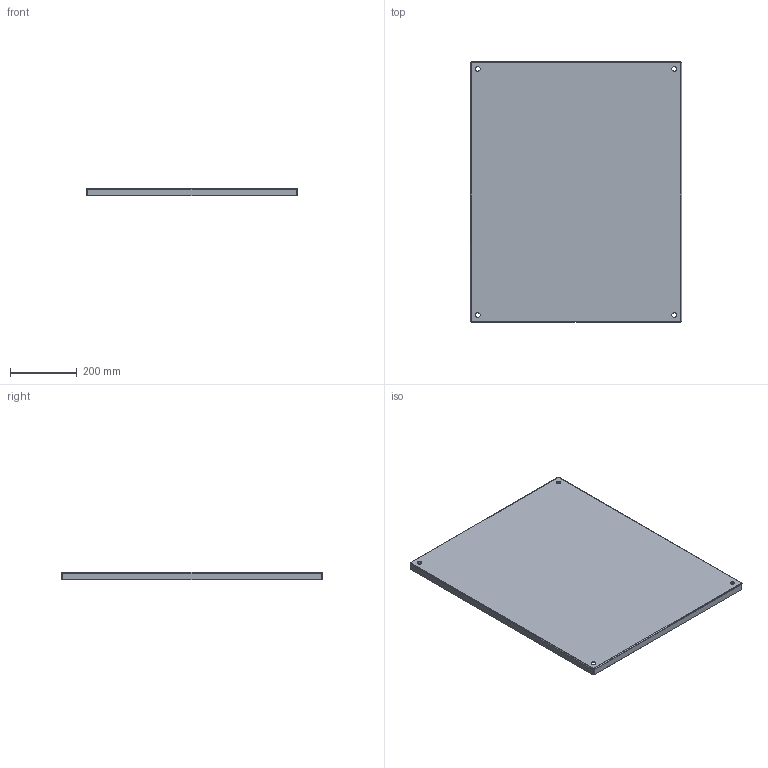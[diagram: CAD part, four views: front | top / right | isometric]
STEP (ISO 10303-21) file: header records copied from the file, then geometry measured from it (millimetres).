
FILE_DESCRIPTION((''),'2;1');
FILE_NAME('WA72SP30F4-S.stp','2013-07-04T20:21:41',('svelu'),(''),'Autodesk Inventor 2012','Autodesk Inventor 2012','');
FILE_SCHEMA(('AUTOMOTIVE_DESIGN { 1 0 10303 214 1 1 1 1 }'));
Length unit declared in the file: inch
Products named in the file (1): WA60SP24F3-WA90SP36F4
Bounding box: 635 x 784.35 x 22.23 mm (x, y, z)
Volume: 1311258.5 mm3; surface area: 1108863.9 mm2
Topology: 1 solids, 1 shells, 42 faces, 88 edges, 48 vertices
Faces by surface type: plane 22, cylinder 12, bspline 8
Full cylindrical faces by diameter (mm): 14.3 x4
Entity records: 1280 total; most frequent: CARTESIAN_POINT 423, ORIENTED_EDGE 168, DIRECTION 146, EDGE_CURVE 84, VECTOR 60, LINE 60, EDGE_LOOP 54, VERTEX_POINT 48
